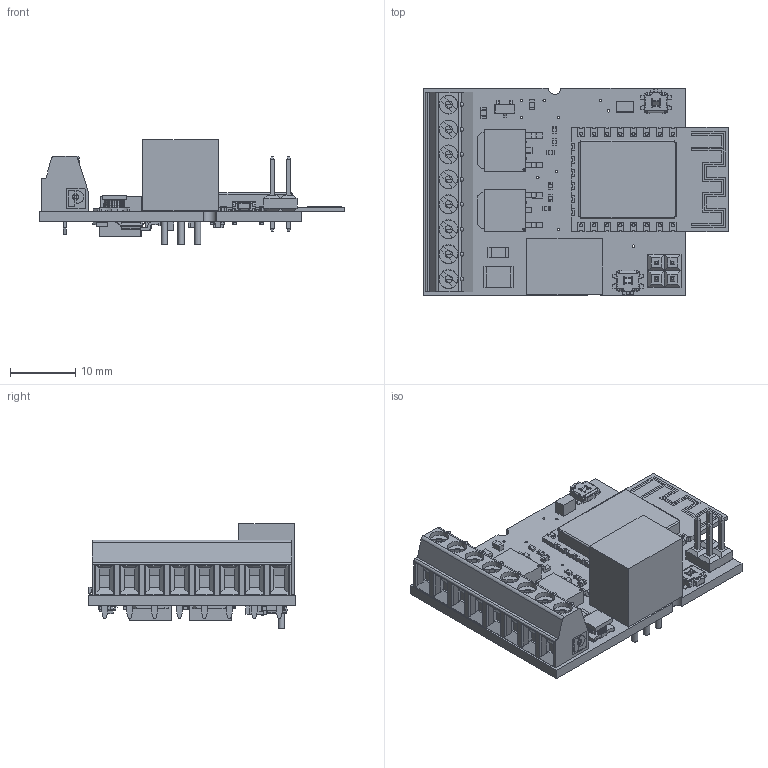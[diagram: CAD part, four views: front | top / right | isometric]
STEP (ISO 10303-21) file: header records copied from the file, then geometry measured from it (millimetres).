
FILE_DESCRIPTION(/* description */ (''),/* implementation_level */ '2;1');
FILE_NAME(/* name */ 'main_SMD_FET.step',/* time_stamp */ '2021-02-24T20:59:12+01:00',/* author */ (''),/* organization */ (''),/* preprocessor_version */ 'ST-DEVELOPER v18.1',/* originating_system */ 'Autodesk Translation Framework v9.7.1.1290',/* authorisation */ '');
FILE_SCHEMA (('AUTOMOTIVE_DESIGN { 1 0 10303 214 3 1 1 }'));
Products named in the file (59): main_SMD_FET; Board; Packages; SHDR8W90P0X381_1X8_3047X730X86; mkds_1-8-3.81; EVQP7J01P; EVQP7J01P (1); R78E3310; Body; Leads; TO236; SJ; C0402; C1206; R0402; R0603; 2X02; ESP-12E; 27056997; Part 25; Part 24; Part 23; Part 22; Part 21; Part 19; Part 20; Part 17; Part 18; Part 15; Part 16; Part 13; Part 14; Part 11; Part 12; Part 9; Part 10; Part 7; Part 8; PIN2; Part 5 ...
Assembly tree (81 placements, depth 5):
  main_SMD_FET
    Board
    Packages
      SHDR8W90P0X381_1X8_3047X730X86
        mkds_1-8-3.81
      EVQP7J01P
      EVQP7J01P (1)
      R78E3310
        Body
        Leads
      TO236  x2
      SJ
      C0402  x4
      C0603  x6
      C1206  x2
      R0402  x13
      R0603  x2
      2X02
      ESP-12E
        27056997
          Part 25
          Part 24
          Part 23
          Part 22
          Part 21
          Part 19
          Part 20
          Part 17
          Part 18
          Part 15
          Part 16
          Part 13
          Part 14
          Part 11
          Part 12
          Part 9
          Part 10
          Part 7
          Part 8
          PIN2
          Part 5
          PIN 1
          ANT
          Surface 4
          Surface 5
          Surface 1
          Surface 2
          Surface 3
          CAN
          PCB
      RESC3216X68N
      SOP65P490X110-8N
        Body (1)
        PinsArrayLR
      IPD031N06L3GATMA1
      IPD031N06L3GATMA1 (1)
      IPD031N06L3GATMA1 (2)
      IPD031N06L3GATMA1 (3)
      RLS126R
Bounding box: 46.57 x 31.75 x 16 mm (x, y, z)
Volume: 5431.9 mm3; surface area: 7947.3 mm2
Topology: 95 solids, 120 shells, 3452 faces, 8248 edges, 5080 vertices
Faces by surface type: plane 2139, cylinder 935, sphere 320, torus 26, bspline 24, cone 8
Full cylindrical faces by diameter (mm): 0.3 x4, 0.35 x30, 0.375 x1, 0.457 x1, 0.48 x16, 0.5 x32, 0.65 x4, 0.95 x7, 1.1 x16, 1.15 x3, 2.8 x9, 2.9 x8
Entity records: 77335 total; most frequent: CARTESIAN_POINT 14359, DIRECTION 12402, ORIENTED_EDGE 12216, EDGE_CURVE 6146, LINE 4852, VECTOR 4852, VERTEX_POINT 3952, AXIS2_PLACEMENT_3D 3775
